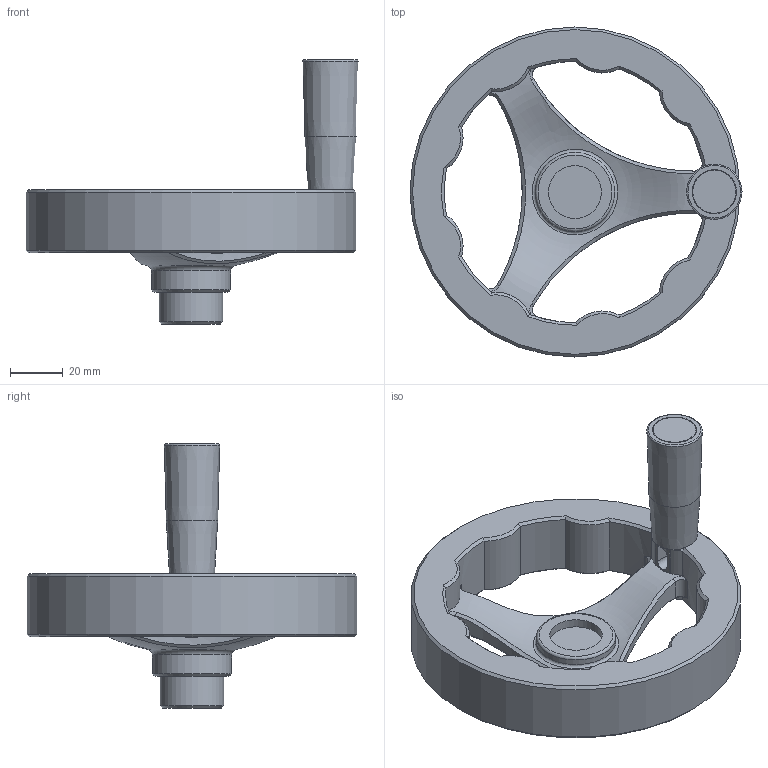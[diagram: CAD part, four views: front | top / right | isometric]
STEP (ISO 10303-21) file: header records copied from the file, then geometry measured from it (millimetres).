
FILE_DESCRIPTION( ( 'Unknown' ), '1' );
FILE_NAME( '6361010_V3RA125_MRE.stp', 'Unknown', ( 'Unknown' ), ( 'Unknown' ), 'PSStep 11.0', 'Unknown', ' ' );
FILE_SCHEMA( ( 'AUTOMOTIVE_DESIGN { 1 0 10303 214 1 1 1 1 }' ) );
Length unit declared in the file: millimetre
Products named in the file (2): 1831169
Bounding box: 125.77 x 125 x 100.12 mm (x, y, z)
Volume: 130374.2 mm3; surface area: 56614.3 mm2
Topology: 2 solids, 4 shells, 244 faces, 654 edges, 410 vertices
Faces by surface type: plane 94, cylinder 68, cone 51, bspline 20, torus 8, revolution 2, sphere 1
Full cylindrical faces by diameter (mm): 3.2 x2, 3.242 x1, 3.5 x1, 5.5 x1, 6 x2, 6.2 x1, 7.2 x1, 7.3 x1, 7.9 x1, 8 x1, 9 x1, 10 x1, 12.85 x1, 16.7 x1, 20 x1, 24 x1, 30 x2, 115 x1, 125 x1
Entity records: 12223 total; most frequent: CARTESIAN_POINT 4570, ORIENTED_EDGE 1180, DIRECTION 1140, EDGE_CURVE 590, AXIS2_PLACEMENT_3D 471, VERTEX_POINT 390, EDGE_LOOP 307, FACE_OUTER_BOUND 275
